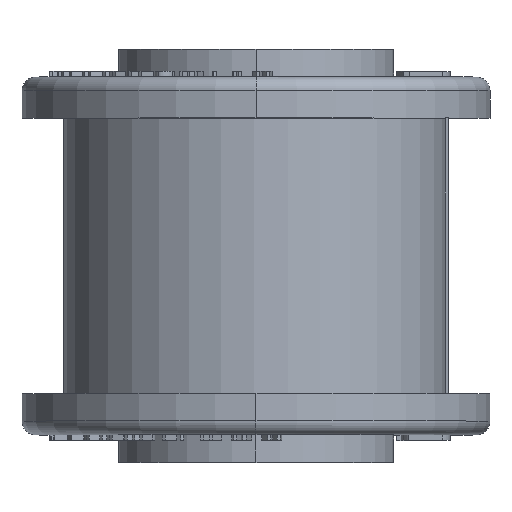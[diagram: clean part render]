
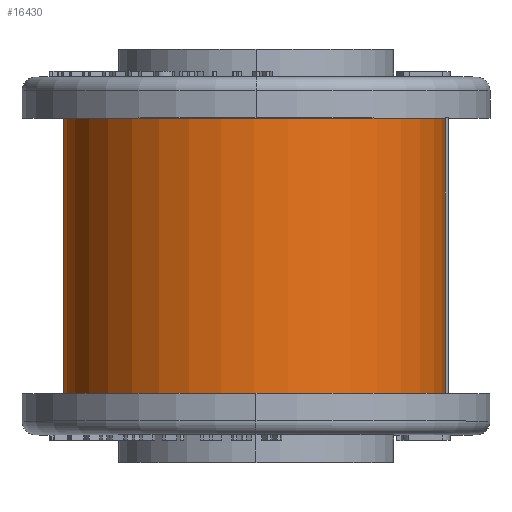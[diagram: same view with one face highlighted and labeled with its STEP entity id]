
A CAD part, top view. The second image highlights one B-rep face of the part: STEP entity #16430.
In plain terms, the highlighted cylindrical face has radius 6.925 mm (diameter 13.85 mm), a partial arc.
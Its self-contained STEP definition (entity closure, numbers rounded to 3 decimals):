
#596 = DIRECTION ( 'NONE',  ( 1., 0., 0. ) ) ;
#607 = ORIENTED_EDGE ( 'NONE', *, *, #15877, .F. ) ;
#1336 = ORIENTED_EDGE ( 'NONE', *, *, #20465, .T. ) ;
#1452 = CARTESIAN_POINT ( 'NONE',  ( -6.98, 0., 0. ) ) ;
#1466 = ORIENTED_EDGE ( 'NONE', *, *, #14058, .T. ) ;
#2142 = CARTESIAN_POINT ( 'NONE',  ( 6.87, 10., 0. ) ) ;
#2621 = LINE ( 'NONE', #2142, #7816 ) ;
#3314 = EDGE_CURVE ( 'NONE', #11021, #15336, #2621, .T. ) ;
#4280 = DIRECTION ( 'NONE',  ( 0., -1., 0. ) ) ;
#4934 = ORIENTED_EDGE ( 'NONE', *, *, #3314, .F. ) ;
#6193 = DIRECTION ( 'NONE',  ( 1., 0., 0. ) ) ;
#7197 = VERTEX_POINT ( 'NONE', #16848 ) ;
#7816 = VECTOR ( 'NONE', #15422, 1000. ) ;
#8789 = DIRECTION ( 'NONE',  ( 0., -1., 0. ) ) ;
#9306 = AXIS2_PLACEMENT_3D ( 'NONE', #21631, #10175, #13957 ) ;
#10175 = DIRECTION ( 'NONE',  ( 0., -1., 0. ) ) ;
#10701 = CARTESIAN_POINT ( 'NONE',  ( 6.87, 10., 0. ) ) ;
#11021 = VERTEX_POINT ( 'NONE', #10701 ) ;
#11101 = EDGE_LOOP ( 'NONE', ( #607, #4934, #1336, #1466 ) ) ;
#11227 = AXIS2_PLACEMENT_3D ( 'NONE', #11793, #15211, #6193 ) ;
#11793 = CARTESIAN_POINT ( 'NONE',  ( -0.055, 0., 0. ) ) ;
#12238 = CYLINDRICAL_SURFACE ( 'NONE', #9306, 6.925 ) ;
#13957 = DIRECTION ( 'NONE',  ( 0., 0., -1. ) ) ;
#14058 = EDGE_CURVE ( 'NONE', #7197, #23409, #17823, .T. ) ;
#14413 = CARTESIAN_POINT ( 'NONE',  ( 6.87, 0., 0. ) ) ;
#15211 = DIRECTION ( 'NONE',  ( 0., -1., 0. ) ) ;
#15336 = VERTEX_POINT ( 'NONE', #14413 ) ;
#15422 = DIRECTION ( 'NONE',  ( 0., -1., 0. ) ) ;
#15877 = EDGE_CURVE ( 'NONE', #15336, #23409, #18631, .T. ) ;
#16109 = CARTESIAN_POINT ( 'NONE',  ( -6.98, 10., 0. ) ) ;
#16430 = ADVANCED_FACE ( 'NONE', ( #23472 ), #12238, .T. ) ;
#16848 = CARTESIAN_POINT ( 'NONE',  ( -6.98, 10., 0. ) ) ;
#17414 = CIRCLE ( 'NONE', #20914, 6.925 ) ;
#17823 = LINE ( 'NONE', #16109, #23437 ) ;
#18631 = CIRCLE ( 'NONE', #11227, 6.925 ) ;
#20465 = EDGE_CURVE ( 'NONE', #11021, #7197, #17414, .T. ) ;
#20914 = AXIS2_PLACEMENT_3D ( 'NONE', #20963, #4280, #596 ) ;
#20963 = CARTESIAN_POINT ( 'NONE',  ( -0.055, 10., 0. ) ) ;
#21631 = CARTESIAN_POINT ( 'NONE',  ( -0.055, 10., 0. ) ) ;
#23409 = VERTEX_POINT ( 'NONE', #1452 ) ;
#23437 = VECTOR ( 'NONE', #8789, 1000. ) ;
#23472 = FACE_OUTER_BOUND ( 'NONE', #11101, .T. ) ;
